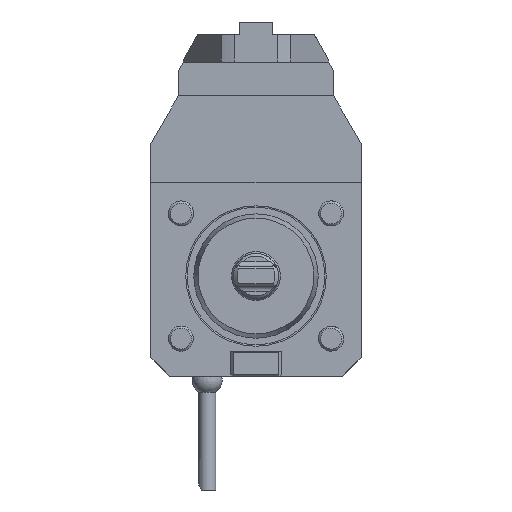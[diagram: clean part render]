
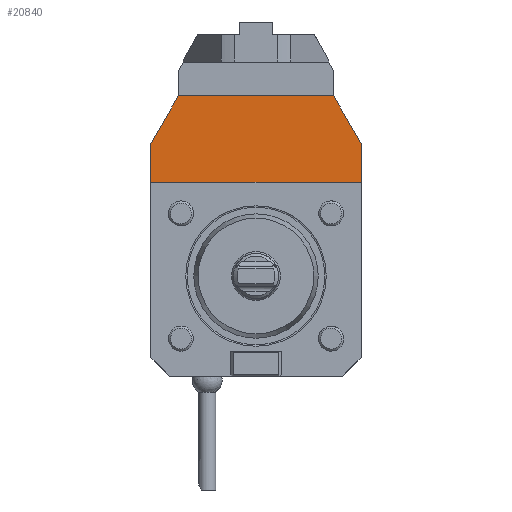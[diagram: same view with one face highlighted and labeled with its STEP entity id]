
A CAD part, front view. The second image highlights one B-rep face of the part: STEP entity #20840.
In plain terms, the highlighted planar face has unit normal (0, -1, 0).
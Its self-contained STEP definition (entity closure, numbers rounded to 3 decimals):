
#244 = VERTEX_POINT ( 'NONE', #6968 ) ;
#439 = CARTESIAN_POINT ( 'NONE',  ( -42., -23.8, 52.947 ) ) ;
#580 = DIRECTION ( 'NONE',  ( 0., 0., 1. ) ) ;
#732 = DIRECTION ( 'NONE',  ( 0., 0., -1. ) ) ;
#1295 = CARTESIAN_POINT ( 'NONE',  ( 44.826, -23.8, 37.5 ) ) ;
#1954 = EDGE_CURVE ( 'NONE', #244, #26645, #7698, .T. ) ;
#2083 = EDGE_CURVE ( 'NONE', #2696, #244, #25740, .T. ) ;
#2513 = CARTESIAN_POINT ( 'NONE',  ( -31., -23.8, 72. ) ) ;
#2675 = ORIENTED_EDGE ( 'NONE', *, *, #2083, .F. ) ;
#2696 = VERTEX_POINT ( 'NONE', #11300 ) ;
#2909 = DIRECTION ( 'NONE',  ( 0., -1., 0. ) ) ;
#3330 = ORIENTED_EDGE ( 'NONE', *, *, #24543, .F. ) ;
#4648 = VECTOR ( 'NONE', #10827, 1000. ) ;
#5122 = FACE_OUTER_BOUND ( 'NONE', #24886, .T. ) ;
#5887 = DIRECTION ( 'NONE',  ( 0.5, 0., -0.866 ) ) ;
#6031 = CARTESIAN_POINT ( 'NONE',  ( 42., -23.8, 72. ) ) ;
#6361 = CARTESIAN_POINT ( 'NONE',  ( -42., -23.8, 72. ) ) ;
#6968 = CARTESIAN_POINT ( 'NONE',  ( 31., -23.8, 72. ) ) ;
#7698 = LINE ( 'NONE', #26736, #19980 ) ;
#7897 = CARTESIAN_POINT ( 'NONE',  ( 42., -23.8, 72. ) ) ;
#8090 = VERTEX_POINT ( 'NONE', #439 ) ;
#10551 = LINE ( 'NONE', #2513, #4648 ) ;
#10717 = CARTESIAN_POINT ( 'NONE',  ( 42., -23.8, 52.947 ) ) ;
#10827 = DIRECTION ( 'NONE',  ( 0.5, 0., 0.866 ) ) ;
#11300 = CARTESIAN_POINT ( 'NONE',  ( -31., -23.8, 72. ) ) ;
#11674 = CARTESIAN_POINT ( 'NONE',  ( -42., -23.8, 37.5 ) ) ;
#11910 = DIRECTION ( 'NONE',  ( 1., 0., 0. ) ) ;
#11958 = VERTEX_POINT ( 'NONE', #11674 ) ;
#12388 = DIRECTION ( 'NONE',  ( 1., 0., 0. ) ) ;
#12399 = CARTESIAN_POINT ( 'NONE',  ( 42., -23.8, 37.5 ) ) ;
#12733 = LINE ( 'NONE', #6361, #21462 ) ;
#15422 = ORIENTED_EDGE ( 'NONE', *, *, #16280, .F. ) ;
#16280 = EDGE_CURVE ( 'NONE', #11958, #8090, #12733, .T. ) ;
#16694 = ORIENTED_EDGE ( 'NONE', *, *, #23267, .F. ) ;
#19042 = VERTEX_POINT ( 'NONE', #12399 ) ;
#19536 = VECTOR ( 'NONE', #12388, 1000. ) ;
#19677 = PLANE ( 'NONE',  #20801 ) ;
#19980 = VECTOR ( 'NONE', #5887, 1000. ) ;
#20312 = ORIENTED_EDGE ( 'NONE', *, *, #1954, .F. ) ;
#20801 = AXIS2_PLACEMENT_3D ( 'NONE', #21860, #2909, #732 ) ;
#20840 = ADVANCED_FACE ( 'Defeature completata1_20', ( #5122 ), #19677, .T. ) ;
#20917 = ORIENTED_EDGE ( 'NONE', *, *, #26078, .T. ) ;
#21462 = VECTOR ( 'NONE', #580, 1000. ) ;
#21860 = CARTESIAN_POINT ( 'NONE',  ( 0., -23.8, 0. ) ) ;
#22282 = LINE ( 'NONE', #1295, #24951 ) ;
#22658 = LINE ( 'NONE', #7897, #26603 ) ;
#23267 = EDGE_CURVE ( 'NONE', #26645, #19042, #22658, .T. ) ;
#24543 = EDGE_CURVE ( 'NONE', #8090, #2696, #10551, .T. ) ;
#24609 = DIRECTION ( 'NONE',  ( 0., 0., -1. ) ) ;
#24886 = EDGE_LOOP ( 'NONE', ( #20312, #2675, #3330, #15422, #20917, #16694 ) ) ;
#24951 = VECTOR ( 'NONE', #11910, 1000. ) ;
#25740 = LINE ( 'NONE', #6031, #19536 ) ;
#26078 = EDGE_CURVE ( 'NONE', #11958, #19042, #22282, .T. ) ;
#26603 = VECTOR ( 'NONE', #24609, 1000. ) ;
#26645 = VERTEX_POINT ( 'NONE', #10717 ) ;
#26736 = CARTESIAN_POINT ( 'NONE',  ( 42., -23.8, 52.947 ) ) ;
